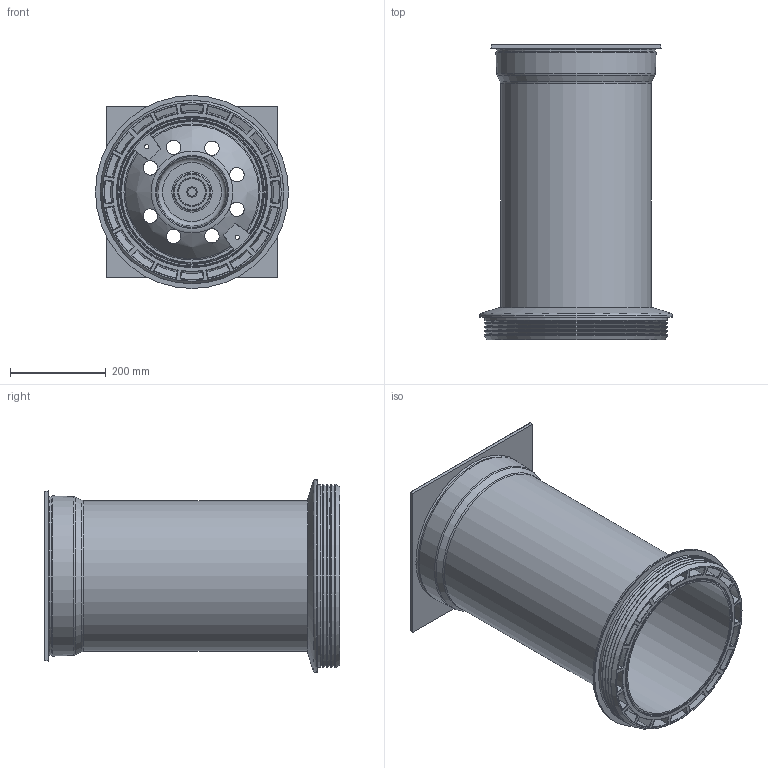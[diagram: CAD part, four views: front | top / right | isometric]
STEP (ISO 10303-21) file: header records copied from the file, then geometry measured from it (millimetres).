
FILE_DESCRIPTION(/* description */ (''),/* implementation_level */ '2;1');
FILE_NAME(/* name */ '660215z.stp',/* time_stamp */ '2025-03-26T09:47:00+01:00',/* author */ ('corinna'),/* organization */ (''),/* preprocessor_version */ 'ST-DEVELOPER v20',/* originating_system */ 'Autodesk Inventor 2024',/* authorisation */ '');
FILE_SCHEMA (('AUTOMOTIVE_DESIGN { 1 0 10303 214 3 1 1 }'));
Length unit declared in the file: millimetre
Products named in the file (6): 660215z; 660205_Dichtungz; 660205_geändertz; 990000z; 990000_1z; 990000_z
Assembly tree (5 placements, depth 3):
  660215z
    660205_Dichtungz
    660205_geändertz
    990000z
      990000_1z
      990000_z
Bounding box: 403 x 617 x 403 mm (x, y, z)
Volume: 7840917.4 mm3; surface area: 2067111.6 mm2
Topology: 4 solids, 4 shells, 1528 faces, 3614 edges, 2151 vertices
Faces by surface type: bspline 587, cylinder 257, torus 245, plane 200, cone 157, sphere 82
Full cylindrical faces by diameter (mm): 8.376 x2, 11 x2, 18 x2, 30 x8, 302.6 x1, 315 x2, 330 x1, 380 x1, 403 x1
Entity records: 65474 total; most frequent: CARTESIAN_POINT 33177, ORIENTED_EDGE 7202, DIRECTION 5912, EDGE_CURVE 3601, AXIS2_PLACEMENT_3D 2565, VERTEX_POINT 2151, EDGE_LOOP 1628, CIRCLE 1570
